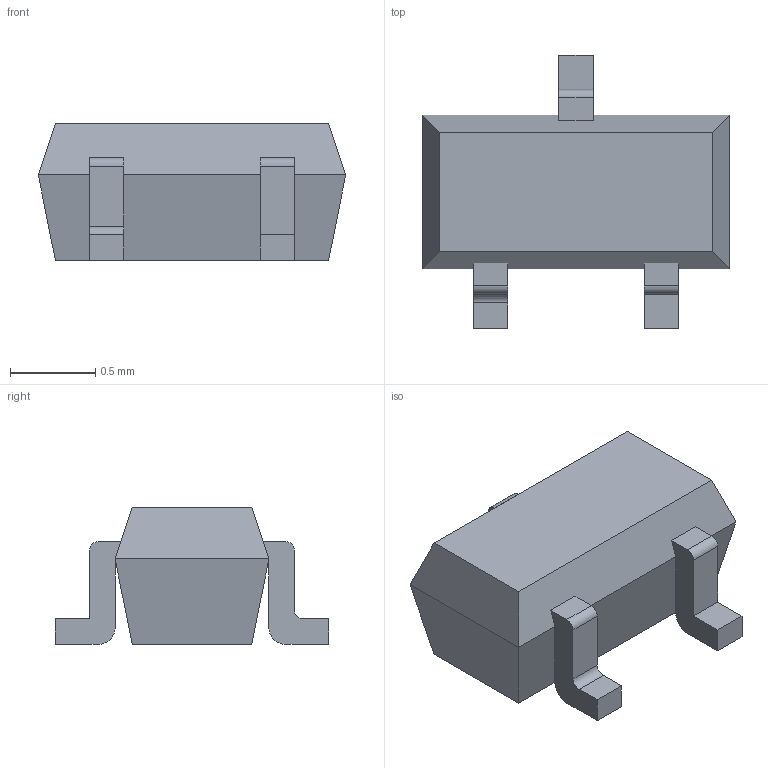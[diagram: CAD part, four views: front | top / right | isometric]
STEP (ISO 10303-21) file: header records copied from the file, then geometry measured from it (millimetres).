
FILE_DESCRIPTION(/* description */ (''),/* implementation_level */ '2;1');
FILE_NAME(/* name */ 'Transistor.step',/* time_stamp */ '2022-04-02T21:07:40+09:00',/* author */ (''),/* organization */ (''),/* preprocessor_version */ 'ST-DEVELOPER v18.1',/* originating_system */ 'Autodesk Translation Framework v10.14.0.1471',/* authorisation */ '');
FILE_SCHEMA (('AUTOMOTIVE_DESIGN { 1 0 10303 214 3 1 1 }'));
Length unit declared in the file: millimetre
Products named in the file (1): Transistor
Bounding box: 1.8 x 1.6 x 0.8 mm (x, y, z)
Volume: 1.2 mm3; surface area: 8.2 mm2
Topology: 4 solids, 4 shells, 44 faces, 104 edges, 68 vertices
Faces by surface type: plane 37, cylinder 7
Entity records: 1294 total; most frequent: CARTESIAN_POINT 217, ORIENTED_EDGE 208, DIRECTION 208, EDGE_CURVE 104, LINE 90, VECTOR 90, VERTEX_POINT 68, AXIS2_PLACEMENT_3D 59
